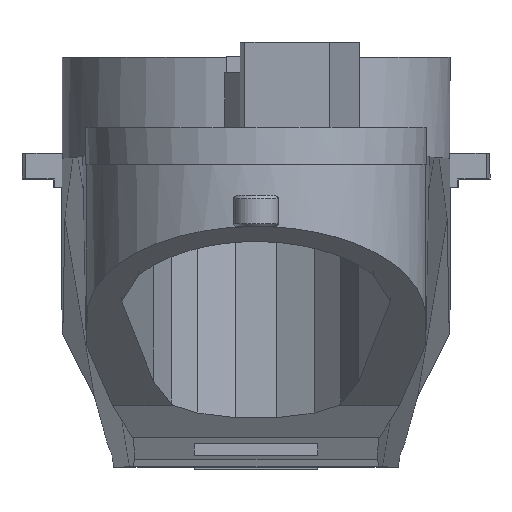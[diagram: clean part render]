
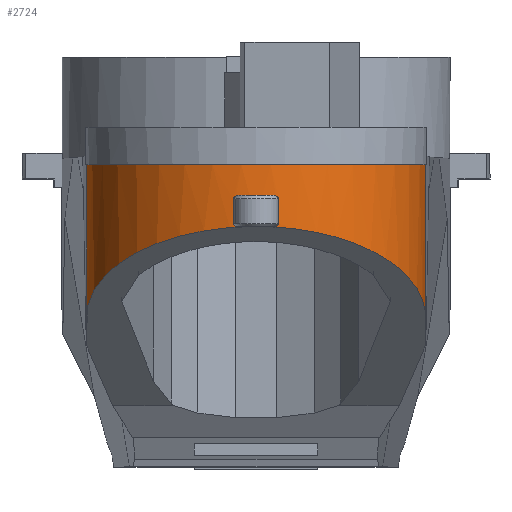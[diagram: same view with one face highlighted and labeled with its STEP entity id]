
A CAD part, top view. The second image highlights one B-rep face of the part: STEP entity #2724.
In plain terms, the highlighted cylindrical face has radius 79.5 mm (diameter 159 mm), a partial arc.
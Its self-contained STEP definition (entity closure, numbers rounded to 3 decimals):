
#16=FACE_BOUND('',#321,.T.);
#25=ELLIPSE('',#2873,112.43,79.5);
#26=ELLIPSE('',#2876,112.43,79.5);
#27=ELLIPSE('',#2878,112.43,79.5);
#28=ELLIPSE('',#2881,112.43,79.5);
#32=ELLIPSE('',#2902,90.039,79.5);
#180=FACE_OUTER_BOUND('',#320,.T.);
#320=EDGE_LOOP('',(#1979,#1980,#1981,#1982));
#321=EDGE_LOOP('',(#1983,#1984,#1985,#1986,#1987,#1988,#1989,#1990));
#441=LINE('',#3831,#750);
#446=LINE('',#3842,#755);
#567=LINE('',#4145,#876);
#569=LINE('',#4149,#878);
#750=VECTOR('',#3089,1.);
#755=VECTOR('',#3096,1.);
#876=VECTOR('',#3327,1.);
#878=VECTOR('',#3331,1.);
#1063=CIRCLE('',#2867,79.5);
#1065=CIRCLE('',#2870,79.5);
#1082=CIRCLE('',#2920,79.5);
#1128=VERTEX_POINT('',#3829);
#1129=VERTEX_POINT('',#3830);
#1133=VERTEX_POINT('',#3839);
#1134=VERTEX_POINT('',#3841);
#1136=VERTEX_POINT('',#3850);
#1137=VERTEX_POINT('',#3851);
#1141=VERTEX_POINT('',#3860);
#1142=VERTEX_POINT('',#3862);
#1203=VERTEX_POINT('',#4009);
#1204=VERTEX_POINT('',#4011);
#1261=VERTEX_POINT('',#4144);
#1262=VERTEX_POINT('',#4148);
#1388=EDGE_CURVE('',#1128,#1129,#441,.T.);
#1393=EDGE_CURVE('',#1133,#1134,#446,.T.);
#1398=EDGE_CURVE('',#1136,#1137,#1063,.T.);
#1403=EDGE_CURVE('',#1141,#1142,#1065,.T.);
#1406=EDGE_CURVE('',#1141,#1128,#25,.T.);
#1409=EDGE_CURVE('',#1133,#1142,#26,.T.);
#1410=EDGE_CURVE('',#1137,#1134,#27,.T.);
#1413=EDGE_CURVE('',#1129,#1136,#28,.T.);
#1479=EDGE_CURVE('',#1204,#1203,#32,.T.);
#1546=EDGE_CURVE('',#1261,#1204,#567,.T.);
#1548=EDGE_CURVE('',#1203,#1262,#569,.T.);
#1551=EDGE_CURVE('',#1262,#1261,#1082,.T.);
#1979=ORIENTED_EDGE('',*,*,#1546,.T.);
#1980=ORIENTED_EDGE('',*,*,#1479,.T.);
#1981=ORIENTED_EDGE('',*,*,#1548,.T.);
#1982=ORIENTED_EDGE('',*,*,#1551,.T.);
#1983=ORIENTED_EDGE('',*,*,#1393,.F.);
#1984=ORIENTED_EDGE('',*,*,#1409,.T.);
#1985=ORIENTED_EDGE('',*,*,#1403,.F.);
#1986=ORIENTED_EDGE('',*,*,#1406,.T.);
#1987=ORIENTED_EDGE('',*,*,#1388,.T.);
#1988=ORIENTED_EDGE('',*,*,#1413,.T.);
#1989=ORIENTED_EDGE('',*,*,#1398,.T.);
#1990=ORIENTED_EDGE('',*,*,#1410,.T.);
#2541=CYLINDRICAL_SURFACE('',#2919,79.5);
#2724=ADVANCED_FACE('',(#180,#16),#2541,.T.);
#2867=AXIS2_PLACEMENT_3D('',#3852,#3107,#3108);
#2870=AXIS2_PLACEMENT_3D('',#3863,#3116,#3117);
#2873=AXIS2_PLACEMENT_3D('',#3868,#3123,#3124);
#2876=AXIS2_PLACEMENT_3D('',#3873,#3131,#3132);
#2878=AXIS2_PLACEMENT_3D('',#3875,#3135,#3136);
#2881=AXIS2_PLACEMENT_3D('',#3880,#3143,#3144);
#2902=AXIS2_PLACEMENT_3D('',#4012,#3235,#3236);
#2919=AXIS2_PLACEMENT_3D('',#4152,#3334,#3335);
#2920=AXIS2_PLACEMENT_3D('',#4153,#3336,#3337);
#3089=DIRECTION('',(0.,1.,0.));
#3096=DIRECTION('',(0.,1.,0.));
#3107=DIRECTION('center_axis',(0.,1.,0.));
#3108=DIRECTION('ref_axis',(0.,0.,1.));
#3116=DIRECTION('center_axis',(0.,1.,0.));
#3117=DIRECTION('ref_axis',(0.,0.,1.));
#3123=DIRECTION('center_axis',(-0.707,-0.707,0.));
#3124=DIRECTION('ref_axis',(0.707,-0.707,0.));
#3131=DIRECTION('center_axis',(0.707,-0.707,0.));
#3132=DIRECTION('ref_axis',(-0.707,-0.707,0.));
#3135=DIRECTION('center_axis',(0.707,0.707,0.));
#3136=DIRECTION('ref_axis',(0.707,-0.707,0.));
#3143=DIRECTION('center_axis',(-0.707,0.707,0.));
#3144=DIRECTION('ref_axis',(-0.707,-0.707,0.));
#3235=DIRECTION('center_axis',(0.,0.883,-0.469));
#3236=DIRECTION('ref_axis',(0.,-0.469,-0.883));
#3327=DIRECTION('',(0.,-1.,0.));
#3331=DIRECTION('',(0.,1.,0.));
#3334=DIRECTION('center_axis',(0.,-1.,0.));
#3335=DIRECTION('ref_axis',(0.,0.,1.));
#3336=DIRECTION('center_axis',(0.,-1.,0.));
#3337=DIRECTION('ref_axis',(0.,0.,-1.));
#3829=CARTESIAN_POINT('',(249.303,-162.298,1433.777));
#3830=CARTESIAN_POINT('',(249.303,-150.498,1433.777));
#3831=CARTESIAN_POINT('',(249.303,-134.5,1433.777));
#3839=CARTESIAN_POINT('',(270.697,-162.298,1433.777));
#3841=CARTESIAN_POINT('',(270.697,-150.498,1433.777));
#3842=CARTESIAN_POINT('',(270.697,-134.5,1433.777));
#3850=CARTESIAN_POINT('',(250.803,-148.998,1433.966));
#3851=CARTESIAN_POINT('',(269.197,-148.998,1433.966));
#3852=CARTESIAN_POINT('Origin',(260.,-148.998,1355.));
#3860=CARTESIAN_POINT('',(250.503,-163.498,1433.931));
#3862=CARTESIAN_POINT('',(269.497,-163.498,1433.931));
#3863=CARTESIAN_POINT('Origin',(260.,-163.498,1355.));
#3868=CARTESIAN_POINT('Origin',(260.,-172.995,1355.));
#3873=CARTESIAN_POINT('Origin',(260.,-172.995,1355.));
#3875=CARTESIAN_POINT('Origin',(260.,-139.8,1355.));
#3880=CARTESIAN_POINT('Origin',(260.,-139.8,1355.));
#4009=CARTESIAN_POINT('',(339.242,-209.247,1348.603));
#4011=CARTESIAN_POINT('',(180.758,-209.247,1348.603));
#4012=CARTESIAN_POINT('Origin',(260.,-205.846,1355.));
#4144=CARTESIAN_POINT('',(180.758,-134.5,1348.603));
#4145=CARTESIAN_POINT('',(180.758,-134.5,1348.603));
#4148=CARTESIAN_POINT('',(339.242,-134.5,1348.603));
#4149=CARTESIAN_POINT('',(339.242,-134.5,1348.603));
#4152=CARTESIAN_POINT('Origin',(260.,-134.5,1355.));
#4153=CARTESIAN_POINT('Origin',(260.,-134.5,1355.));
